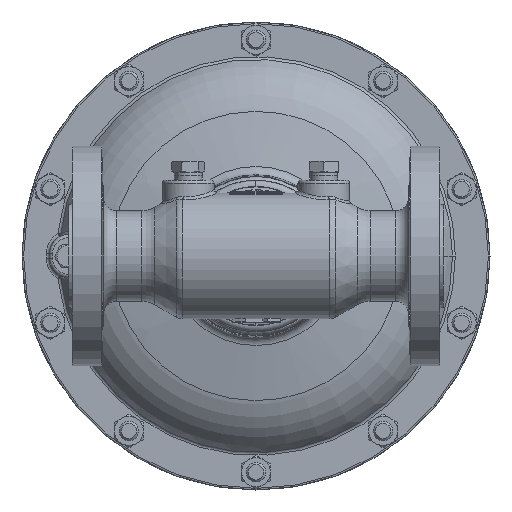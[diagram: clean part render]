
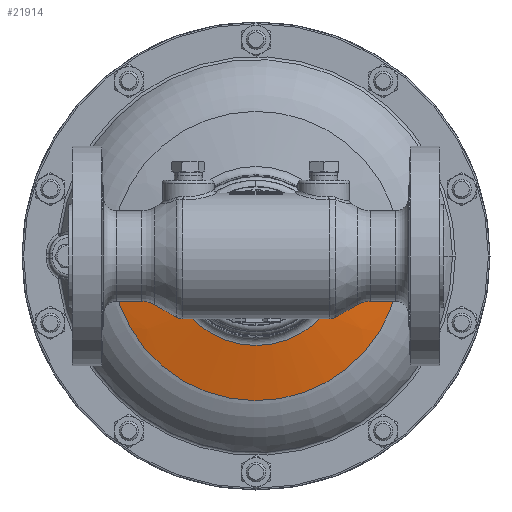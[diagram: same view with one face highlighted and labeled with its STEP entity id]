
A CAD part, front view. The second image highlights one B-rep face of the part: STEP entity #21914.
In plain terms, the highlighted spherical face has radius 300.038 mm.
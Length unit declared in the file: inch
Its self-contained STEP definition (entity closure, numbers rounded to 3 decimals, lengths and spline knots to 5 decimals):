
#855 = ORIENTED_EDGE ( 'NONE', *, *, #118555, .T. ) ;
#5246 = CARTESIAN_POINT ( 'NONE',  ( 2.23759, 5.31191, -0.06448 ) ) ;
#6534 = CARTESIAN_POINT ( 'NONE',  ( 2.34927, 5.33933, -0.35687 ) ) ;
#9011 = DIRECTION ( 'NONE',  ( 0., 1., 0. ) ) ;
#9944 = VERTEX_POINT ( 'NONE', #63076 ) ;
#12210 = CARTESIAN_POINT ( 'NONE',  ( 2.61452, 5.40342, -0.53894 ) ) ;
#12606 = VERTEX_POINT ( 'NONE', #66677 ) ;
#15760 = CARTESIAN_POINT ( 'NONE',  ( -2.80053, 5.43466, 0. ) ) ;
#16516 = CARTESIAN_POINT ( 'NONE',  ( 2.23444, 5.31113, -0.01616 ) ) ;
#17792 = CARTESIAN_POINT ( 'NONE',  ( 2.31783, 5.33164, -0.31001 ) ) ;
#17845 = CARTESIAN_POINT ( 'NONE',  ( 0., 16.91038, 0. ) ) ;
#20646 = SPHERICAL_SURFACE ( 'NONE', #132085, 11.8125 ) ;
#21698 = EDGE_CURVE ( 'NONE', #48746, #32046, #90761, .T. ) ;
#21914 = ADVANCED_FACE ( 'NONE', ( #50373 ), #20646, .T. ) ;
#23481 = CARTESIAN_POINT ( 'NONE',  ( 2.55232, 5.38847, -0.51632 ) ) ;
#27627 = EDGE_CURVE ( 'NONE', #105286, #67423, #50678, .T. ) ;
#29052 = CARTESIAN_POINT ( 'NONE',  ( 2.27577, 5.32132, -0.22626 ) ) ;
#29112 = DIRECTION ( 'NONE',  ( -1., 0., 0. ) ) ;
#29964 = EDGE_CURVE ( 'NONE', #9944, #74108, #64033, .T. ) ;
#32046 = VERTEX_POINT ( 'NONE', #51751 ) ;
#39331 = CARTESIAN_POINT ( 'NONE',  ( 2.55232, 5.38847, -0.51632 ) ) ;
#42618 = CARTESIAN_POINT ( 'NONE',  ( 0., 5.43466, 0. ) ) ;
#44002 = ORIENTED_EDGE ( 'NONE', *, *, #27627, .T. ) ;
#44260 = AXIS2_PLACEMENT_3D ( 'NONE', #76063, #9011, #87323 ) ;
#48746 = VERTEX_POINT ( 'NONE', #15760 ) ;
#49326 = CIRCLE ( 'NONE', #105945, 11.8125 ) ;
#50373 = FACE_OUTER_BOUND ( 'NONE', #125736, .T. ) ;
#50678 = B_SPLINE_CURVE_WITH_KNOTS ( 'NONE', 3,
 ( #139408, #104643, #128195, #72271, #5246, #83554, #16516, #94839 ),
 .UNSPECIFIED., .F., .F.,
 ( 4, 2, 2, 4 ),
 ( 0., 0.00244, 0.00367, 0.00489 ),
 .UNSPECIFIED. ) ;
#51021 = CARTESIAN_POINT ( 'NONE',  ( 2.48566, 5.37243, -0.4825 ) ) ;
#51751 = CARTESIAN_POINT ( 'NONE',  ( 2.74425, 5.43466, -0.55861 ) ) ;
#53822 = DIRECTION ( 'NONE',  ( -1., 0., 0. ) ) ;
#57178 = CARTESIAN_POINT ( 'NONE',  ( 0., 16.91038, 0. ) ) ;
#60620 = ORIENTED_EDGE ( 'NONE', *, *, #29964, .T. ) ;
#61465 = CARTESIAN_POINT ( 'NONE',  ( 0., 16.91038, 0. ) ) ;
#62263 = CARTESIAN_POINT ( 'NONE',  ( 2.42497, 5.35776, -0.43938 ) ) ;
#63076 = CARTESIAN_POINT ( 'NONE',  ( 1.73253, 5.22562, 0. ) ) ;
#64033 = CIRCLE ( 'NONE', #44260, 1.73253 ) ;
#64381 = AXIS2_PLACEMENT_3D ( 'NONE', #42618, #121010, #53822 ) ;
#64602 = ORIENTED_EDGE ( 'NONE', *, *, #113378, .T. ) ;
#66677 = CARTESIAN_POINT ( 'NONE',  ( 2.55232, 5.38847, -0.51632 ) ) ;
#67367 = AXIS2_PLACEMENT_3D ( 'NONE', #61465, #139901, #72779 ) ;
#67423 = VERTEX_POINT ( 'NONE', #104314 ) ;
#67958 = CARTESIAN_POINT ( 'NONE',  ( 2.71108, 5.42666, -0.55728 ) ) ;
#72271 = CARTESIAN_POINT ( 'NONE',  ( 2.23946, 5.31237, -0.08041 ) ) ;
#72779 = DIRECTION ( 'NONE',  ( 1., 0., 0. ) ) ;
#73569 = CARTESIAN_POINT ( 'NONE',  ( 2.36094, 5.34218, -0.37187 ) ) ;
#74108 = VERTEX_POINT ( 'NONE', #138351 ) ;
#74204 = EDGE_CURVE ( 'NONE', #67423, #9944, #49326, .T. ) ;
#75648 = ORIENTED_EDGE ( 'NONE', *, *, #74204, .T. ) ;
#76063 = CARTESIAN_POINT ( 'NONE',  ( 0., 5.22562, 0. ) ) ;
#79264 = CARTESIAN_POINT ( 'NONE',  ( 2.67851, 5.41881, -0.55303 ) ) ;
#79291 = DIRECTION ( 'NONE',  ( 0., 0., 1. ) ) ;
#83554 = CARTESIAN_POINT ( 'NONE',  ( 2.23507, 5.31129, -0.03238 ) ) ;
#83706 = ORIENTED_EDGE ( 'NONE', *, *, #102753, .F. ) ;
#84849 = CARTESIAN_POINT ( 'NONE',  ( 2.32772, 5.33407, -0.32595 ) ) ;
#87232 = CIRCLE ( 'NONE', #67367, 11.8125 ) ;
#87323 = DIRECTION ( 'NONE',  ( 1., 0., 0. ) ) ;
#90545 = CARTESIAN_POINT ( 'NONE',  ( 2.58311, 5.39587, -0.52911 ) ) ;
#90761 = CIRCLE ( 'NONE', #64381, 2.80053 ) ;
#91090 = B_SPLINE_CURVE_WITH_KNOTS ( 'NONE', 3,
 ( #39331, #106399, #118188, #51021, #129481, #62263, #140692, #73569, #6534, #84849, #17792, #96131, #29052, #107370 ),
 .UNSPECIFIED., .F., .F.,
 ( 4, 2, 2, 2, 2, 2, 4 ),
 ( 0., 0.00146, 0.00291, 0.00583, 0.00728, 0.00874, 0.01165 ),
 .UNSPECIFIED. ) ;
#94839 = CARTESIAN_POINT ( 'NONE',  ( 2.23444, 5.31113, 0. ) ) ;
#96131 = CARTESIAN_POINT ( 'NONE',  ( 2.29062, 5.32497, -0.26083 ) ) ;
#96188 = DIRECTION ( 'NONE',  ( 0., 0., -1. ) ) ;
#102753 = EDGE_CURVE ( 'NONE', #48746, #74108, #87232, .T. ) ;
#104314 = CARTESIAN_POINT ( 'NONE',  ( 2.23444, 5.31113, 0. ) ) ;
#104643 = CARTESIAN_POINT ( 'NONE',  ( 2.2543, 5.31603, -0.15913 ) ) ;
#105286 = VERTEX_POINT ( 'NONE', #136873 ) ;
#105945 = AXIS2_PLACEMENT_3D ( 'NONE', #17845, #96188, #29112 ) ;
#106399 = CARTESIAN_POINT ( 'NONE',  ( 2.53504, 5.38433, -0.50914 ) ) ;
#107370 = CARTESIAN_POINT ( 'NONE',  ( 2.26415, 5.31845, -0.18993 ) ) ;
#113378 = EDGE_CURVE ( 'NONE', #12606, #105286, #91090, .T. ) ;
#117405 = ORIENTED_EDGE ( 'NONE', *, *, #21698, .T. ) ;
#118188 = CARTESIAN_POINT ( 'NONE',  ( 2.51825, 5.38029, -0.50093 ) ) ;
#118555 = EDGE_CURVE ( 'NONE', #32046, #12606, #122434, .T. ) ;
#121010 = DIRECTION ( 'NONE',  ( 0., -1., 0. ) ) ;
#122434 = B_SPLINE_CURVE_WITH_KNOTS ( 'NONE', 3,
 ( #135115, #67958, #79264, #12210, #90545, #23481 ),
 .UNSPECIFIED., .F., .F.,
 ( 4, 2, 4 ),
 ( 0., 0.00256, 0.00513 ),
 .UNSPECIFIED. ) ;
#125736 = EDGE_LOOP ( 'NONE', ( #83706, #117405, #855, #64602, #44002, #75648, #60620 ) ) ;
#128195 = CARTESIAN_POINT ( 'NONE',  ( 2.24691, 5.31421, -0.1279 ) ) ;
#129481 = CARTESIAN_POINT ( 'NONE',  ( 2.4699, 5.36863, -0.47229 ) ) ;
#132085 = AXIS2_PLACEMENT_3D ( 'NONE', #57178, #79291, #135627 ) ;
#135115 = CARTESIAN_POINT ( 'NONE',  ( 2.74425, 5.43466, -0.55861 ) ) ;
#135627 = DIRECTION ( 'NONE',  ( 1., 0., 0. ) ) ;
#136873 = CARTESIAN_POINT ( 'NONE',  ( 2.26415, 5.31845, -0.18993 ) ) ;
#138351 = CARTESIAN_POINT ( 'NONE',  ( -1.73253, 5.22562, 0. ) ) ;
#139408 = CARTESIAN_POINT ( 'NONE',  ( 2.26415, 5.31845, -0.18993 ) ) ;
#139901 = DIRECTION ( 'NONE',  ( 0., 0., 1. ) ) ;
#140692 = CARTESIAN_POINT ( 'NONE',  ( 2.39777, 5.35115, -0.41422 ) ) ;
